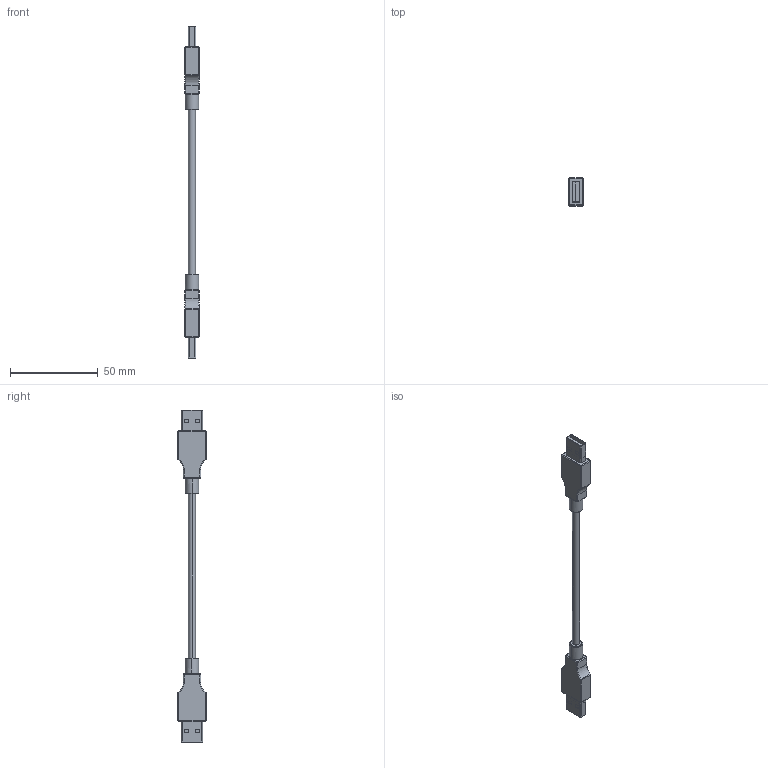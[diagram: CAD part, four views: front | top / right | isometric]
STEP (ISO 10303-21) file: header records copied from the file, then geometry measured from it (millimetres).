
FILE_DESCRIPTION(('CoCreate Modeling STEP Export'),'2;1');
FILE_NAME('CX 2 UAM.stp','2009-02-03T11:46:53',(''),(''),'CoCreate Modeling STEP processor for AP214 (Solid Model)','CoCreate Modeling 16.00A 16-Aug-2008 (C) Parametric Technology GmbH','');
FILE_SCHEMA(('AUTOMOTIVE_DESIGN { 1 0 10303 214 1 1 1 1 }'));
Length unit declared in the file: millimetre
Products named in the file (2): CX_2_UAM
Assembly tree (1 placements, depth 2):
  CX_2_UAM
    CX_2_UAM
Bounding box: 8 x 16 x 188.8 mm (x, y, z)
Volume: 8735.9 mm3; surface area: 6077.3 mm2
Topology: 1 solids, 1 shells, 238 faces, 612 edges, 364 vertices
Faces by surface type: plane 128, cylinder 74, sphere 24, torus 12
Entity records: 8728 total; most frequent: CARTESIAN_POINT 1237, ORIENTED_EDGE 1176, DIRECTION 1140, EDGE_CURVE 588, VECTOR 398, LINE 398, AXIS2_PLACEMENT_3D 371, VERTEX_POINT 364
